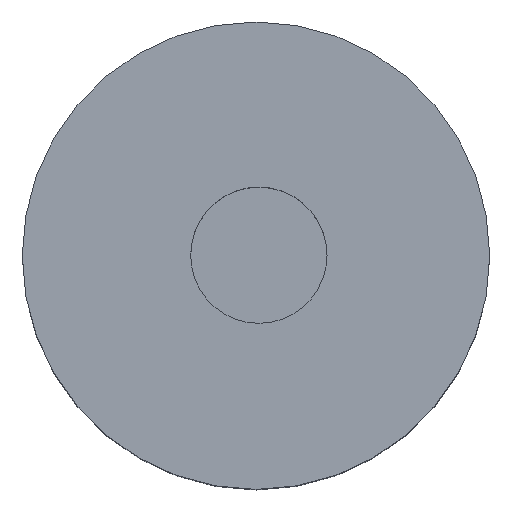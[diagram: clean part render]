
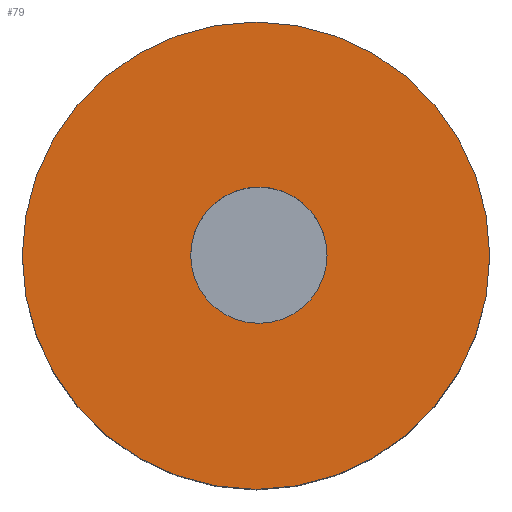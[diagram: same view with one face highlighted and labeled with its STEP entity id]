
A CAD part, top view. The second image highlights one B-rep face of the part: STEP entity #79.
In plain terms, the highlighted planar face has unit normal (0, 0, 1).
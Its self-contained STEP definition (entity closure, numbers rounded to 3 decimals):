
#15=FACE_BOUND('',#32,.T.);
#19=PLANE('',#105);
#25=FACE_OUTER_BOUND('',#31,.T.);
#31=EDGE_LOOP('',(#70));
#32=EDGE_LOOP('',(#71));
#37=CIRCLE('',#95,1.75);
#42=CIRCLE('',#103,6.);
#43=VERTEX_POINT('',#136);
#47=VERTEX_POINT('',#149);
#48=EDGE_CURVE('',#43,#43,#37,.T.);
#55=EDGE_CURVE('',#47,#47,#42,.T.);
#70=ORIENTED_EDGE('',*,*,#55,.F.);
#71=ORIENTED_EDGE('',*,*,#48,.T.);
#79=ADVANCED_FACE('',(#25,#15),#19,.F.);
#95=AXIS2_PLACEMENT_3D('',#137,#110,#111);
#103=AXIS2_PLACEMENT_3D('',#151,#128,#129);
#105=AXIS2_PLACEMENT_3D('',#153,#132,#133);
#110=DIRECTION('center_axis',(0.,0.,-1.));
#111=DIRECTION('ref_axis',(-1.,0.,0.));
#128=DIRECTION('center_axis',(0.,0.,-1.));
#129=DIRECTION('ref_axis',(-1.,0.,0.));
#132=DIRECTION('center_axis',(0.,0.,-1.));
#133=DIRECTION('ref_axis',(-1.,0.,0.));
#136=CARTESIAN_POINT('',(39.75,-32.,2.));
#137=CARTESIAN_POINT('Origin',(38.,-32.,2.));
#149=CARTESIAN_POINT('',(43.927,-32.013,2.));
#151=CARTESIAN_POINT('Origin',(37.927,-32.013,2.));
#153=CARTESIAN_POINT('Origin',(37.927,-32.013,2.));
